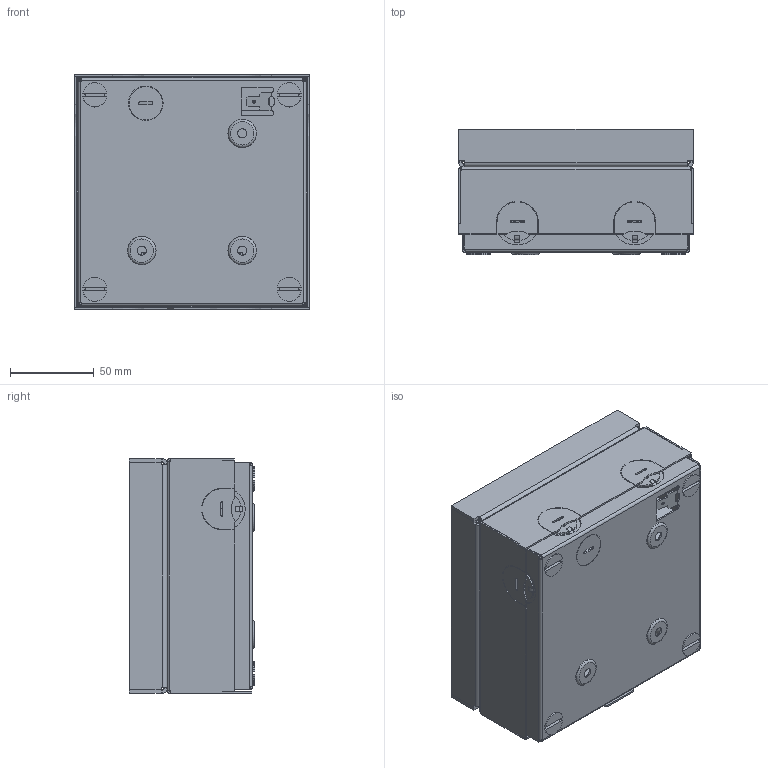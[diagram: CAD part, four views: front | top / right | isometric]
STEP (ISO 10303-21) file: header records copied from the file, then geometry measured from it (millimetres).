
FILE_DESCRIPTION (( 'STEP AP214' ), '1' );
FILE_NAME ('7368290.STP', '2024-03-27T14:44:44', ( '' ), ( '' ), 'SwSTEP 2.0', 'SolidWorks 2022', '' );
FILE_SCHEMA (( 'AUTOMOTIVE_DESIGN' ));
Length unit declared in the file: millimetre
Products named in the file (28): 099620_50mm (Schnurrausl. UDHOME2); 172533; 172452_abgebogene Erdung -; 077656_Standard; 033500_Einbausituation GE2; 52058FJ_Standard; 134251_Standard; 121678; 172571_Standard; 121682; 044405_Standard; 132892_39412594 (für Griffbügel, vernickelt); 121679T1_39412574 (Edelstah); 132771_Standard; 132772_Standard; 172471_abgebogene Erdung -; 172611; 121661_39412572 (Edelstahl); 7368290; 121005_39412560 T1 (Edelstahl); 35104390_Standard; 044046_Standard; 121679_39412574 (Edelstahl); 172652_Blind; 132893_39412596 (Griffbügel, VA); 35104466_Standard; 044039_Standard; 172591_Blindnieten eingesetzt
Assembly tree (39 placements, depth 4):
  7368290
    172471_abgebogene Erdung -
      172452_abgebogene Erdung -
    172591_Blindnieten eingesetzt
      172571_Standard
      121005_39412560 T1 (Edelstahl)
      033500_Einbausituation GE2  x4
    121682
      121661_39412572 (Edelstahl)
      121678
      121679_39412574 (Edelstahl)
        121679T1_39412574 (Edelstah)
      132772_Standard
        132892_39412594 (für Griffbügel, vernickelt)
        099620_50mm (Schnurrausl. UDHOME2)  x2
        132893_39412596 (Griffbügel, VA)
        132771_Standard
      35104390_Standard  x2
      134251_Standard
    172533
    172611
    172652_Blind
    52058FJ_Standard  x4
    35104466_Standard  x5
    044405_Standard
      044046_Standard
      077656_Standard
        044039_Standard
Bounding box: 140 x 75 x 140 mm (x, y, z)
Volume: 282742.3 mm3; surface area: 352116.6 mm2
Topology: 32 solids, 32 shells, 1542 faces, 3937 edges, 2474 vertices
Faces by surface type: plane 1057, cylinder 362, bspline 63, cone 32, torus 26, sphere 2
Full cylindrical faces by diameter (mm): 1.8 x1, 2.5 x5, 3 x2, 4 x5, 5.5 x3, 5.75 x2, 6 x2, 6.4 x4, 8 x13, 8.2 x4, 10.5 x4, 11.9 x4, 12 x8, 13 x2, 16 x4, 38.4 x1
Entity records: 46407 total; most frequent: CARTESIAN_POINT 9668, ORIENTED_EDGE 6948, DIRECTION 6746, EDGE_CURVE 3474, LINE 2504, VECTOR 2504, VERTEX_POINT 2213, AXIS2_PLACEMENT_3D 2121
